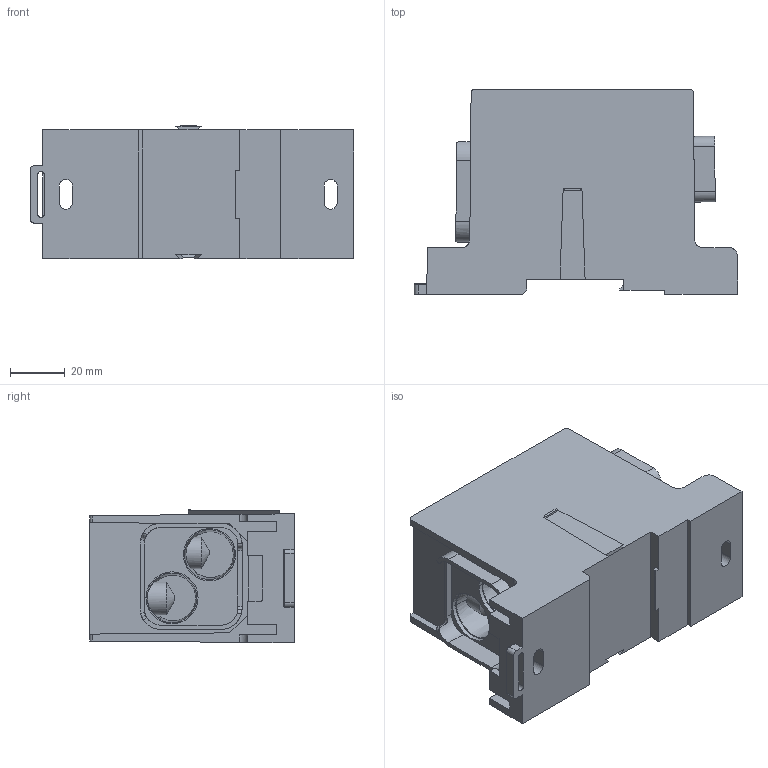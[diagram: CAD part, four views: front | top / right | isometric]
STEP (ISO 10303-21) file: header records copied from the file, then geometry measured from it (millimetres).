
FILE_DESCRIPTION (( 'STEP AP203' ), '1' );
FILE_NAME ('EPDB512.STEP', '2011-10-18T12:33:33', ( '.adc' ), ( '' ), 'SwSTEP 2.0', 'SolidWorks 2011', '' );
FILE_SCHEMA (( 'CONFIG_CONTROL_DESIGN' ));
Length unit declared in the file: inch
Products named in the file (1): EPDB512
Bounding box: 118.24 x 74.8 x 48.87 mm (x, y, z)
Volume: 240913.6 mm3; surface area: 51750 mm2
Topology: 1 solids, 1 shells, 418 faces, 1101 edges, 728 vertices
Faces by surface type: plane 273, cylinder 131, cone 8, bspline 4, torus 2
Entity records: 13341 total; most frequent: CARTESIAN_POINT 2804, ORIENTED_EDGE 2202, DIRECTION 2120, EDGE_CURVE 1101, LINE 796, VECTOR 796, VERTEX_POINT 728, AXIS2_PLACEMENT_3D 662
